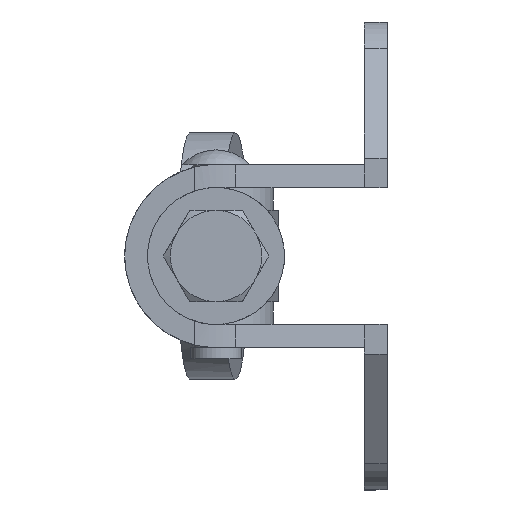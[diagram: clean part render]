
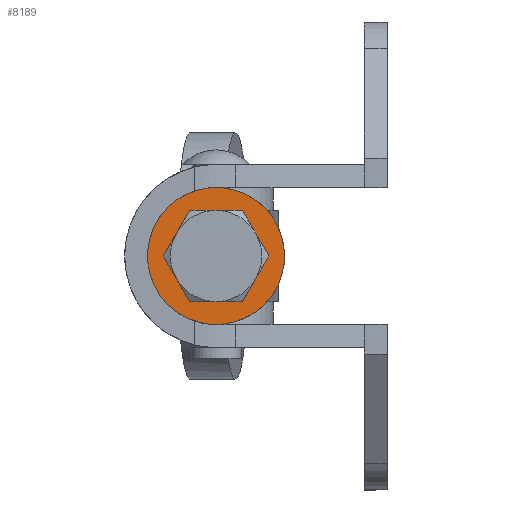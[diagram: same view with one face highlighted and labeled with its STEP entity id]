
A CAD part, left-side view. The second image highlights one B-rep face of the part: STEP entity #8189.
In plain terms, the highlighted planar face has unit normal (-1, 0, 0).
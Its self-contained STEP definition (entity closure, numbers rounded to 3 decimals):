
#201 = EDGE_CURVE ( 'NONE', #703, #12189, #12286, .T. ) ;
#219 = EDGE_CURVE ( 'NONE', #12189, #703, #3644, .T. ) ;
#351 = ORIENTED_EDGE ( 'NONE', *, *, #3276, .F. ) ;
#703 = VERTEX_POINT ( 'NONE', #7064 ) ;
#769 = CARTESIAN_POINT ( 'NONE',  ( -7.5, 15., 0. ) ) ;
#777 = CARTESIAN_POINT ( 'NONE',  ( -7.5, 16.537, 5.8 ) ) ;
#1076 = DIRECTION ( 'NONE',  ( 0., -0.256, -0.967 ) ) ;
#1231 = AXIS2_PLACEMENT_3D ( 'NONE', #9906, #3395, #10976 ) ;
#1576 = CARTESIAN_POINT ( 'NONE',  ( -7.5, 16.025, 3.866 ) ) ;
#1691 = FACE_BOUND ( 'NONE', #5258, .T. ) ;
#1848 = DIRECTION ( 'NONE',  ( 0., -0.256, -0.967 ) ) ;
#2158 = VERTEX_POINT ( 'NONE', #777 ) ;
#3054 = CARTESIAN_POINT ( 'NONE',  ( -7.5, 15., 0. ) ) ;
#3105 = DIRECTION ( 'NONE',  ( 1., 0., 0. ) ) ;
#3276 = EDGE_CURVE ( 'NONE', #2158, #10556, #12567, .T. ) ;
#3395 = DIRECTION ( 'NONE',  ( 1., 0., 0. ) ) ;
#3644 = CIRCLE ( 'NONE', #10829, 4. ) ;
#4147 = DIRECTION ( 'NONE',  ( 1., 0., 0. ) ) ;
#4312 = DIRECTION ( 'NONE',  ( 1., 0., 0. ) ) ;
#5258 = EDGE_LOOP ( 'NONE', ( #11515, #8448 ) ) ;
#6844 = CIRCLE ( 'NONE', #1231, 6. ) ;
#6971 = EDGE_LOOP ( 'NONE', ( #351, #11865 ) ) ;
#7064 = CARTESIAN_POINT ( 'NONE',  ( -7.5, 13.975, -3.866 ) ) ;
#8189 = ADVANCED_FACE ( 'NONE', ( #1691, #10323 ), #13891, .F. ) ;
#8369 = DIRECTION ( 'NONE',  ( 1., 0., 0. ) ) ;
#8448 = ORIENTED_EDGE ( 'NONE', *, *, #201, .T. ) ;
#8463 = CARTESIAN_POINT ( 'NONE',  ( -7.5, 15., 0. ) ) ;
#9801 = AXIS2_PLACEMENT_3D ( 'NONE', #8463, #4312, #1076 ) ;
#9906 = CARTESIAN_POINT ( 'NONE',  ( -7.5, 15., 0. ) ) ;
#10220 = CARTESIAN_POINT ( 'NONE',  ( -7.5, 13.463, -5.8 ) ) ;
#10323 = FACE_OUTER_BOUND ( 'NONE', #6971, .T. ) ;
#10556 = VERTEX_POINT ( 'NONE', #10220 ) ;
#10645 = CARTESIAN_POINT ( 'NONE',  ( -7.5, 15., 0. ) ) ;
#10677 = DIRECTION ( 'NONE',  ( 0., -0.256, -0.967 ) ) ;
#10829 = AXIS2_PLACEMENT_3D ( 'NONE', #10645, #4147, #11755 ) ;
#10976 = DIRECTION ( 'NONE',  ( 0., -0.256, -0.967 ) ) ;
#11515 = ORIENTED_EDGE ( 'NONE', *, *, #219, .T. ) ;
#11755 = DIRECTION ( 'NONE',  ( 0., -0.256, -0.967 ) ) ;
#11865 = ORIENTED_EDGE ( 'NONE', *, *, #12597, .F. ) ;
#12189 = VERTEX_POINT ( 'NONE', #1576 ) ;
#12281 = AXIS2_PLACEMENT_3D ( 'NONE', #769, #8369, #1848 ) ;
#12286 = CIRCLE ( 'NONE', #12281, 4. ) ;
#12567 = CIRCLE ( 'NONE', #9801, 6. ) ;
#12597 = EDGE_CURVE ( 'NONE', #10556, #2158, #6844, .T. ) ;
#13716 = AXIS2_PLACEMENT_3D ( 'NONE', #3054, #3105, #10677 ) ;
#13891 = PLANE ( 'NONE',  #13716 ) ;
